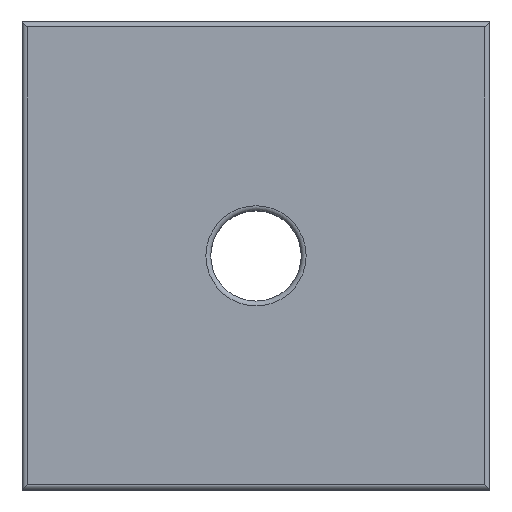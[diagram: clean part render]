
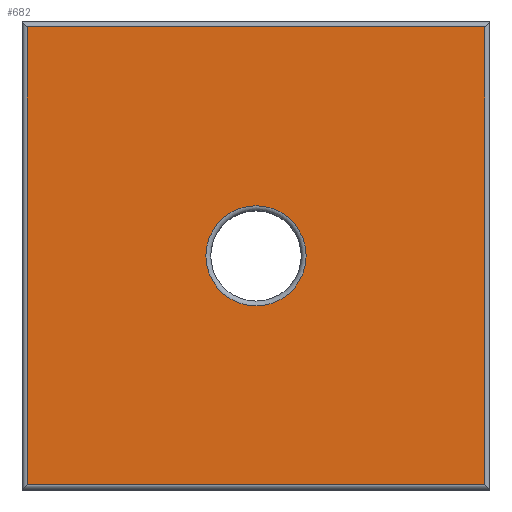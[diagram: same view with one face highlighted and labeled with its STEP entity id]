
A CAD part, top view. The second image highlights one B-rep face of the part: STEP entity #682.
In plain terms, the highlighted planar face has unit normal (0, 0, 1).
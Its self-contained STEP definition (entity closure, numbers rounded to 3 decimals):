
#561 = VERTEX_POINT('',#562);
#562 = CARTESIAN_POINT('',(-16.495,5.095,16.));
#569 = EDGE_CURVE('',#561,#570,#572,.T.);
#570 = VERTEX_POINT('',#571);
#571 = CARTESIAN_POINT('',(-16.495,-23.195,16.));
#572 = LINE('',#573,#574);
#573 = CARTESIAN_POINT('',(-16.495,5.395,16.));
#574 = VECTOR('',#575,1.);
#575 = DIRECTION('',(0.,-1.,0.));
#594 = VERTEX_POINT('',#595);
#595 = CARTESIAN_POINT('',(11.795,5.095,16.));
#602 = EDGE_CURVE('',#594,#561,#603,.T.);
#603 = LINE('',#604,#605);
#604 = CARTESIAN_POINT('',(12.095,5.095,16.));
#605 = VECTOR('',#606,1.);
#606 = DIRECTION('',(-1.,0.,0.));
#619 = EDGE_CURVE('',#570,#620,#622,.T.);
#620 = VERTEX_POINT('',#621);
#621 = CARTESIAN_POINT('',(11.795,-23.195,16.));
#622 = LINE('',#623,#624);
#623 = CARTESIAN_POINT('',(-16.795,-23.195,16.));
#624 = VECTOR('',#625,1.);
#625 = DIRECTION('',(1.,0.,0.));
#646 = EDGE_CURVE('',#620,#594,#647,.T.);
#647 = LINE('',#648,#649);
#648 = CARTESIAN_POINT('',(11.795,-23.495,16.));
#649 = VECTOR('',#650,1.);
#650 = DIRECTION('',(0.,1.,0.));
#661 = VERTEX_POINT('',#662);
#662 = CARTESIAN_POINT('',(0.745,-9.05,16.));
#669 = EDGE_CURVE('',#661,#661,#670,.T.);
#670 = CIRCLE('',#671,3.095);
#671 = AXIS2_PLACEMENT_3D('',#672,#673,#674);
#672 = CARTESIAN_POINT('',(-2.35,-9.05,16.));
#673 = DIRECTION('',(0.,0.,1.));
#674 = DIRECTION('',(1.,0.,0.));
#682 = ADVANCED_FACE('',(#683,#689),#692,.T.);
#683 = FACE_BOUND('',#684,.T.);
#684 = EDGE_LOOP('',(#685,#686,#687,#688));
#685 = ORIENTED_EDGE('',*,*,#569,.T.);
#686 = ORIENTED_EDGE('',*,*,#619,.T.);
#687 = ORIENTED_EDGE('',*,*,#646,.T.);
#688 = ORIENTED_EDGE('',*,*,#602,.T.);
#689 = FACE_BOUND('',#690,.T.);
#690 = EDGE_LOOP('',(#691));
#691 = ORIENTED_EDGE('',*,*,#669,.F.);
#692 = PLANE('',#693);
#693 = AXIS2_PLACEMENT_3D('',#694,#695,#696);
#694 = CARTESIAN_POINT('',(-2.35,-9.05,16.));
#695 = DIRECTION('',(0.,0.,1.));
#696 = DIRECTION('',(1.,0.,0.));
